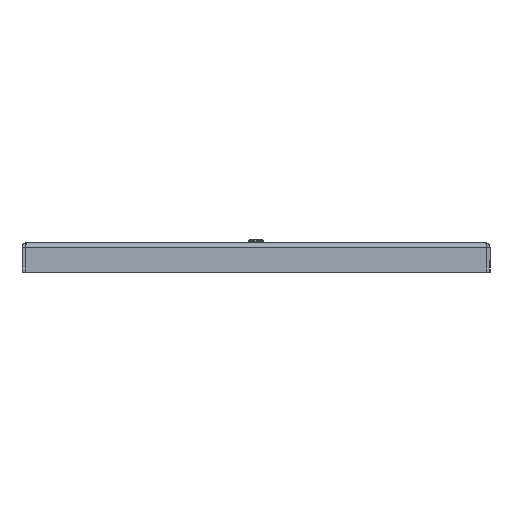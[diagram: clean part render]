
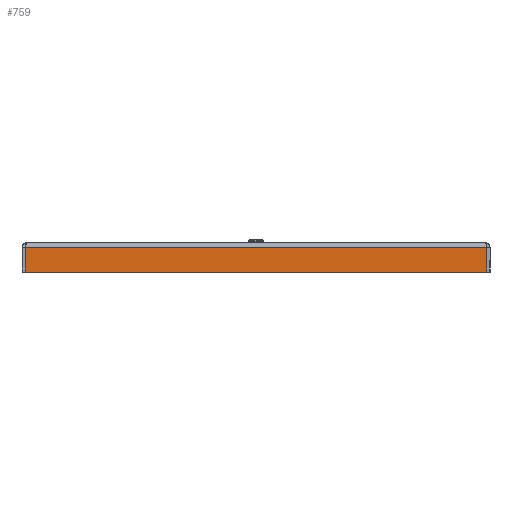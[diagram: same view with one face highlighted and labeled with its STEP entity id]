
A CAD part, left-side view. The second image highlights one B-rep face of the part: STEP entity #759.
In plain terms, the highlighted planar face has unit normal (-1, 0, 0).
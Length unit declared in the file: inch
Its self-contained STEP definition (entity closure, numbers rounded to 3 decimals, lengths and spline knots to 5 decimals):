
#30 = VERTEX_POINT ( 'NONE', #9613 ) ;
#185 = ORIENTED_EDGE ( 'NONE', *, *, #2336, .T. ) ;
#406 = CARTESIAN_POINT ( 'NONE',  ( -9., 8.815, -0.06 ) ) ;
#559 = CARTESIAN_POINT ( 'NONE',  ( -9., 8.87489, -1. ) ) ;
#759 = ADVANCED_FACE ( 'NONE', ( #2525 ), #5997, .T. ) ;
#878 = CARTESIAN_POINT ( 'NONE',  ( -9., 61.9825, -1. ) ) ;
#941 = VECTOR ( 'NONE', #10934, 39.37008 ) ;
#1025 = ORIENTED_EDGE ( 'NONE', *, *, #1133, .T. ) ;
#1133 = EDGE_CURVE ( 'NONE', #9075, #2895, #1666, .T. ) ;
#1142 = CARTESIAN_POINT ( 'NONE',  ( -9., -8.87489, -0.06 ) ) ;
#1666 = LINE ( 'NONE', #878, #9639 ) ;
#1948 = ORIENTED_EDGE ( 'NONE', *, *, #11058, .F. ) ;
#2102 = DIRECTION ( 'NONE',  ( 0., 0., -1. ) ) ;
#2336 = EDGE_CURVE ( 'NONE', #2895, #10976, #7154, .T. ) ;
#2525 = FACE_OUTER_BOUND ( 'NONE', #3096, .T. ) ;
#2569 = CARTESIAN_POINT ( 'NONE',  ( -9., -8.87489, -1. ) ) ;
#2895 = VERTEX_POINT ( 'NONE', #2569 ) ;
#2962 = LINE ( 'NONE', #6657, #3633 ) ;
#3096 = EDGE_LOOP ( 'NONE', ( #6359, #1025, #185, #1948 ) ) ;
#3529 = DIRECTION ( 'NONE',  ( 0., -1., 0. ) ) ;
#3633 = VECTOR ( 'NONE', #2102, 39.37008 ) ;
#4746 = DIRECTION ( 'NONE',  ( 0., 0., 1. ) ) ;
#5997 = PLANE ( 'NONE',  #9293 ) ;
#6359 = ORIENTED_EDGE ( 'NONE', *, *, #9660, .T. ) ;
#6657 = CARTESIAN_POINT ( 'NONE',  ( -9., 8.87489, 0.125 ) ) ;
#6877 = VECTOR ( 'NONE', #8918, 39.37008 ) ;
#6908 = CARTESIAN_POINT ( 'NONE',  ( -9., 61.9825, 0.125 ) ) ;
#7154 = LINE ( 'NONE', #10750, #6877 ) ;
#8918 = DIRECTION ( 'NONE',  ( 0., 0., 1. ) ) ;
#9075 = VERTEX_POINT ( 'NONE', #559 ) ;
#9293 = AXIS2_PLACEMENT_3D ( 'NONE', #6908, #9488, #4746 ) ;
#9488 = DIRECTION ( 'NONE',  ( -1., 0., 0. ) ) ;
#9613 = CARTESIAN_POINT ( 'NONE',  ( -9., 8.87489, -0.06 ) ) ;
#9639 = VECTOR ( 'NONE', #3529, 39.37008 ) ;
#9660 = EDGE_CURVE ( 'NONE', #30, #9075, #2962, .T. ) ;
#10071 = LINE ( 'NONE', #406, #941 ) ;
#10750 = CARTESIAN_POINT ( 'NONE',  ( -9., -8.87489, 0.125 ) ) ;
#10934 = DIRECTION ( 'NONE',  ( 0., -1., 0. ) ) ;
#10976 = VERTEX_POINT ( 'NONE', #1142 ) ;
#11058 = EDGE_CURVE ( 'NONE', #30, #10976, #10071, .T. ) ;
